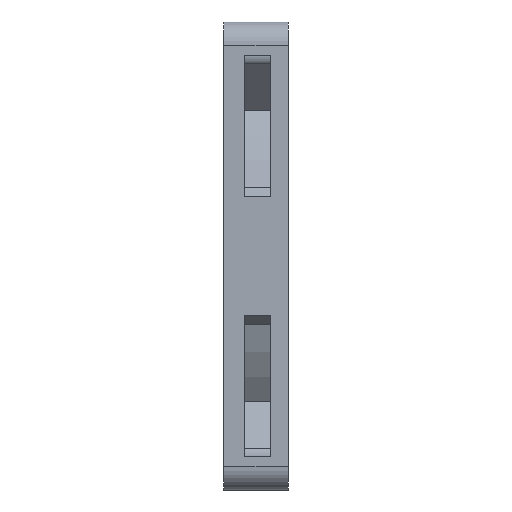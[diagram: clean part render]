
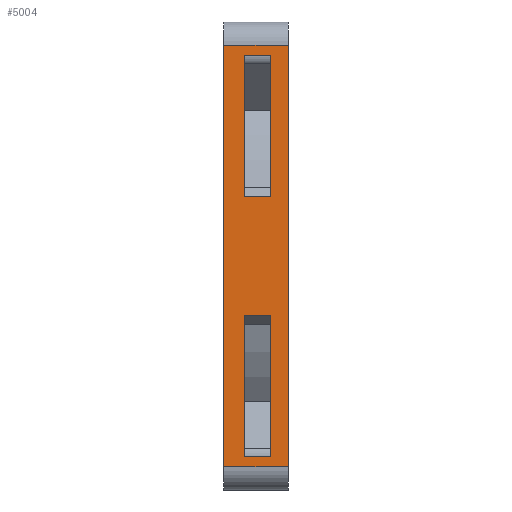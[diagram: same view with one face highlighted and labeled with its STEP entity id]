
A CAD part, left-side view. The second image highlights one B-rep face of the part: STEP entity #5004.
In plain terms, the highlighted planar face has unit normal (-1, 0, 0).
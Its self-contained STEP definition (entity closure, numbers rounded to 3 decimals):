
#964=DIRECTION('',(0.,0.,1.));
#965=VECTOR('',#964,24.038);
#966=CARTESIAN_POINT('',(-40.,7.5,10.25));
#967=LINE('',#966,#965);
#990=DIRECTION('',(0.,0.,1.));
#991=VECTOR('',#990,24.038);
#992=CARTESIAN_POINT('',(-40.,7.5,-34.288));
#993=LINE('',#992,#991);
#1125=DIRECTION('',(0.,-1.,0.));
#1126=VECTOR('',#1125,4.5);
#1127=CARTESIAN_POINT('',(-40.,7.5,10.25));
#1128=LINE('',#1127,#1126);
#1142=DIRECTION('',(0.,0.,-1.));
#1143=VECTOR('',#1142,24.038);
#1144=CARTESIAN_POINT('',(-40.,3.,34.288));
#1145=LINE('',#1144,#1143);
#1150=DIRECTION('',(0.,0.,-1.));
#1151=VECTOR('',#1150,24.038);
#1152=CARTESIAN_POINT('',(-40.,3.,-10.25));
#1153=LINE('',#1152,#1151);
#1370=DIRECTION('',(0.,-1.,0.));
#1371=VECTOR('',#1370,4.5);
#1372=CARTESIAN_POINT('',(-40.,7.5,34.288));
#1373=LINE('',#1372,#1371);
#1374=DIRECTION('',(0.,0.,-1.));
#1375=VECTOR('',#1374,72.);
#1376=CARTESIAN_POINT('',(-40.,0.,36.));
#1377=LINE('',#1376,#1375);
#1378=DIRECTION('',(0.,1.,0.));
#1379=VECTOR('',#1378,11.);
#1380=CARTESIAN_POINT('',(-40.,0.,-36.));
#1381=LINE('',#1380,#1379);
#1382=DIRECTION('',(0.,0.,1.));
#1383=VECTOR('',#1382,72.);
#1384=CARTESIAN_POINT('',(-40.,11.,-36.));
#1385=LINE('',#1384,#1383);
#1386=DIRECTION('',(0.,-1.,0.));
#1387=VECTOR('',#1386,4.5);
#1388=CARTESIAN_POINT('',(-40.,7.5,-10.25));
#1389=LINE('',#1388,#1387);
#1390=DIRECTION('',(0.,-1.,0.));
#1391=VECTOR('',#1390,4.5);
#1392=CARTESIAN_POINT('',(-40.,7.5,-34.288));
#1393=LINE('',#1392,#1391);
#2393=DIRECTION('',(0.,1.,0.));
#2394=VECTOR('',#2393,11.);
#2395=CARTESIAN_POINT('',(-40.,0.,36.));
#2396=LINE('',#2395,#2394);
#2607=CARTESIAN_POINT('',(-40.,3.,10.25));
#2609=VERTEX_POINT('',#2607);
#2612=CARTESIAN_POINT('',(-40.,3.,-10.25));
#2614=VERTEX_POINT('',#2612);
#2615=CARTESIAN_POINT('',(-40.,7.5,10.25));
#2617=VERTEX_POINT('',#2615);
#2620=CARTESIAN_POINT('',(-40.,7.5,-10.25));
#2622=VERTEX_POINT('',#2620);
#2675=CARTESIAN_POINT('',(-40.,0.,-36.));
#2677=VERTEX_POINT('',#2675);
#2692=CARTESIAN_POINT('',(-40.,11.,-36.));
#2694=VERTEX_POINT('',#2692);
#2695=CARTESIAN_POINT('',(-40.,11.,36.));
#2697=VERTEX_POINT('',#2695);
#2700=CARTESIAN_POINT('',(-40.,0.,36.));
#2702=VERTEX_POINT('',#2700);
#2711=CARTESIAN_POINT('',(-40.,7.5,-34.288));
#2712=CARTESIAN_POINT('',(-40.,3.,-34.288));
#2713=VERTEX_POINT('',#2711);
#2714=VERTEX_POINT('',#2712);
#2736=CARTESIAN_POINT('',(-40.,7.5,34.288));
#2738=VERTEX_POINT('',#2736);
#2739=CARTESIAN_POINT('',(-40.,3.,34.288));
#2741=VERTEX_POINT('',#2739);
#4977=CARTESIAN_POINT('',(-40.,0.,-40.));
#4978=DIRECTION('',(-1.,0.,0.));
#4979=DIRECTION('',(0.,0.,1.));
#4980=AXIS2_PLACEMENT_3D('',#4977,#4978,#4979);
#4981=PLANE('',#4980);
#4982=ORIENTED_EDGE('',*,*,#3912,.T.);
#4984=ORIENTED_EDGE('',*,*,#4983,.T.);
#4985=ORIENTED_EDGE('',*,*,#4330,.T.);
#4987=ORIENTED_EDGE('',*,*,#4986,.F.);
#4988=EDGE_LOOP('',(#4982,#4984,#4985,#4987));
#4989=FACE_OUTER_BOUND('',#4988,.F.);
#4990=ORIENTED_EDGE('',*,*,#4500,.F.);
#4991=ORIENTED_EDGE('',*,*,#4665,.T.);
#4992=ORIENTED_EDGE('',*,*,#4685,.F.);
#4994=ORIENTED_EDGE('',*,*,#4993,.F.);
#4995=EDGE_LOOP('',(#4990,#4991,#4992,#4994));
#4996=FACE_BOUND('',#4995,.F.);
#4997=ORIENTED_EDGE('',*,*,#4697,.F.);
#4998=ORIENTED_EDGE('',*,*,#4972,.F.);
#4999=ORIENTED_EDGE('',*,*,#4524,.F.);
#5001=ORIENTED_EDGE('',*,*,#5000,.T.);
#5002=EDGE_LOOP('',(#4997,#4998,#4999,#5001));
#5003=FACE_BOUND('',#5002,.F.);
#3912=EDGE_CURVE('',#2702,#2677,#1377,.T.);
#4330=EDGE_CURVE('',#2694,#2697,#1385,.T.);
#4500=EDGE_CURVE('',#2617,#2738,#967,.T.);
#4524=EDGE_CURVE('',#2713,#2622,#993,.T.);
#4665=EDGE_CURVE('',#2617,#2609,#1128,.T.);
#4685=EDGE_CURVE('',#2741,#2609,#1145,.T.);
#4697=EDGE_CURVE('',#2614,#2714,#1153,.T.);
#4972=EDGE_CURVE('',#2622,#2614,#1389,.T.);
#4983=EDGE_CURVE('',#2677,#2694,#1381,.T.);
#4986=EDGE_CURVE('',#2702,#2697,#2396,.T.);
#4993=EDGE_CURVE('',#2738,#2741,#1373,.T.);
#5000=EDGE_CURVE('',#2713,#2714,#1393,.T.);
#5004=ADVANCED_FACE('',(#4989,#4996,#5003),#4981,.T.);
